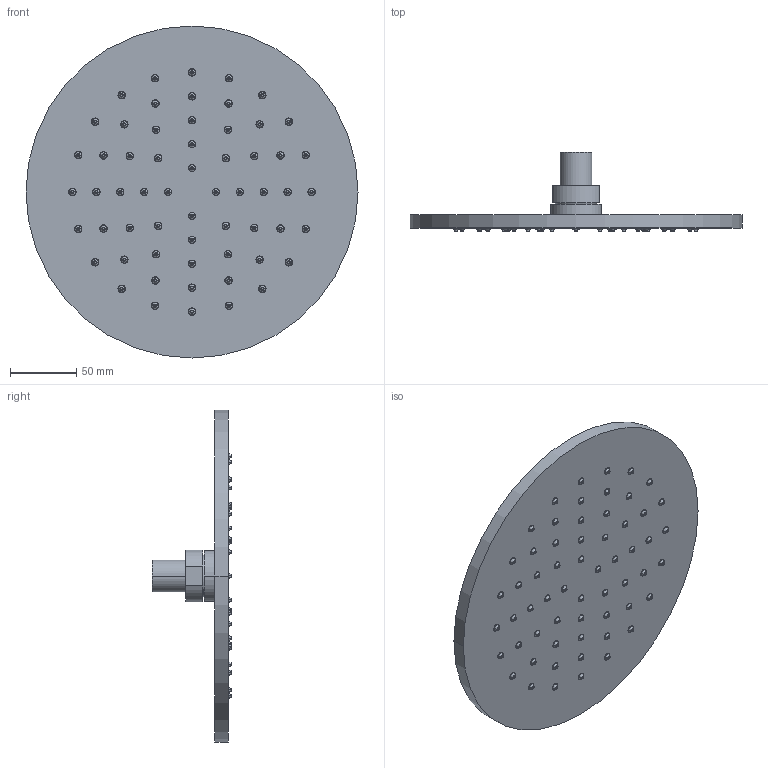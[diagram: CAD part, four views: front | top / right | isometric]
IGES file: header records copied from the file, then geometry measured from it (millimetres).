
Start section:  PTC IGES file: a45638.igs
Global section: file name: a45638.igs; native system: Creo Parametric by Parametric Technology Corporation; preprocessor: 2013050; author: gurkan.saylisoy; organization: Unknown; date: 20130905.141543; units: millimetre
Bounding box: 250 x 59.5 x 250 mm (x, y, z)
Surface area: 118510.7 mm2 (no closed solid volume)
Topology: 0 solids, 0 shells, 440 faces, 1633 edges, 1633 vertices
Faces by surface type: revolution 370, bspline 70
